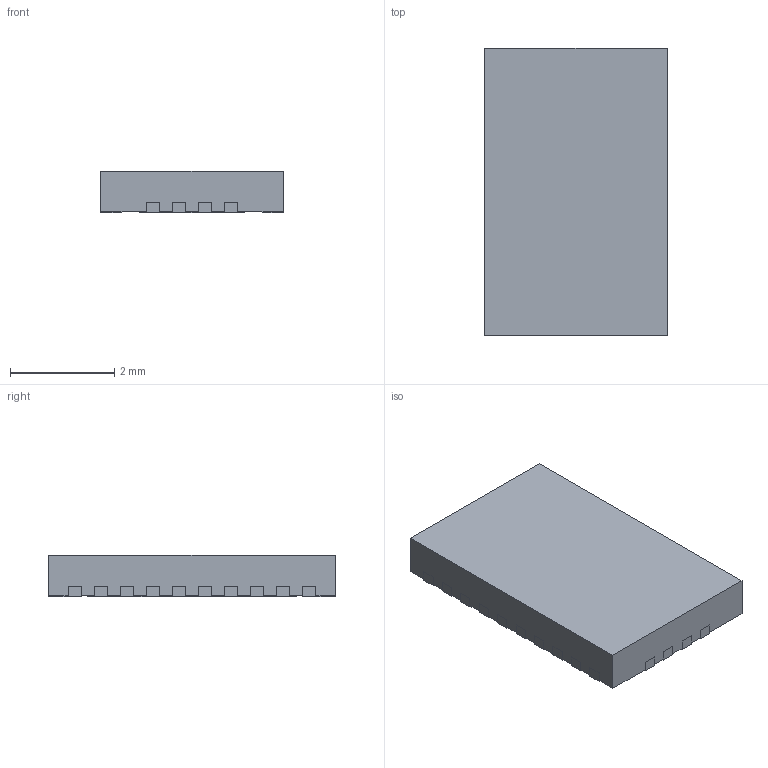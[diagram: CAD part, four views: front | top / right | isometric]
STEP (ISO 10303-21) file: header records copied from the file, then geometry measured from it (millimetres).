
FILE_DESCRIPTION((''),'2;1');
FILE_NAME('RHR0028A_ASM','2016-07-19T',('a0412025'),(''),'PRO/ENGINEER BY PARAMETRIC TECHNOLOGY CORPORATION, 2011490','PRO/ENGINEER BY PARAMETRIC TECHNOLOGY CORPORATION, 2011490','');
FILE_SCHEMA(('AUTOMOTIVE_DESIGN_CC2 { 1 2 10303 214 -1 1 5 2 }'));
Length unit declared in the file: millimetre
Products named in the file (4): BODY-QFN; FRAME-RHR0028A; PIN1-ID; RHR0028A_ASM
Assembly tree (3 placements, depth 2):
  RHR0028A_ASM
    BODY-QFN
    FRAME-RHR0028A
    PIN1-ID
Bounding box: 3.5 x 5.5 x 0.8 mm (x, y, z)
Volume: 15.2 mm3; surface area: 93.5 mm2
Topology: 30 solids, 30 shells, 309 faces, 738 edges, 492 vertices
Faces by surface type: plane 253, cylinder 56
Entity records: 11574 total; most frequent: CARTESIAN_POINT 1546, DIRECTION 1482, ORIENTED_EDGE 1476, PRESENTATION_STYLE_ASSIGNMENT 798, STYLED_ITEM 768, CURVE_STYLE 738, EDGE_CURVE 738, VECTOR 626
